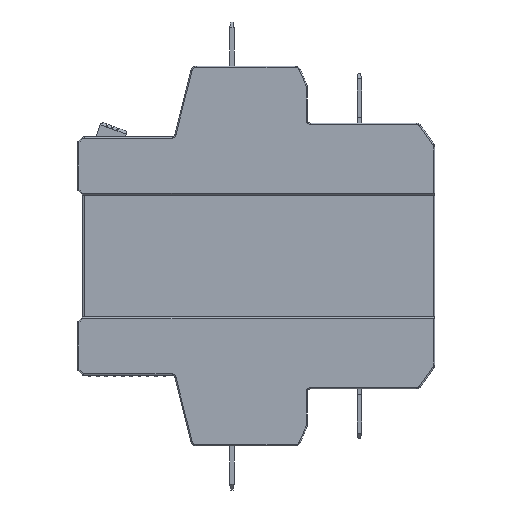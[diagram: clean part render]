
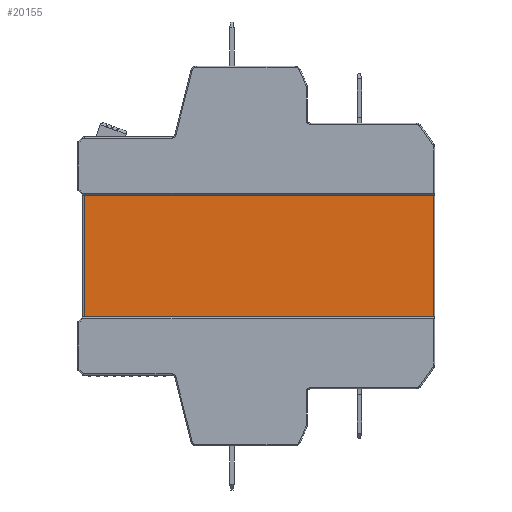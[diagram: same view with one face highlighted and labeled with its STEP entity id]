
A CAD part, left-side view. The second image highlights one B-rep face of the part: STEP entity #20155.
In plain terms, the highlighted planar face has unit normal (-1, 0, 0).
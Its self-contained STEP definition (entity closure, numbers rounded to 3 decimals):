
#8520=CARTESIAN_POINT('',(0.3,63.3,-23.25));
#8522=DIRECTION('',(0.,0.,-1.));
#8523=VECTOR('',#8522,22.);
#8524=CARTESIAN_POINT('',(0.3,63.3,-23.25));
#8525=LINE('',#8524,#8523);
#8567=DIRECTION('',(0.,-1.,0.));
#8568=VECTOR('',#8567,63.1);
#8569=CARTESIAN_POINT('',(0.3,63.3,-23.25));
#8570=LINE('',#8569,#8568);
#8584=DIRECTION('',(0.,0.,1.));
#8585=VECTOR('',#8584,22.);
#8586=CARTESIAN_POINT('',(0.3,0.2,-45.25));
#8587=LINE('',#8586,#8585);
#11001=DIRECTION('',(0.,1.,0.));
#11002=VECTOR('',#11001,63.1);
#11003=CARTESIAN_POINT('',(0.3,0.2,-45.25));
#11004=LINE('',#11003,#11002);
#16537=VERTEX_POINT('',#8520);
#16538=CARTESIAN_POINT('',(0.3,63.3,-45.25));
#16539=VERTEX_POINT('',#16538);
#16547=CARTESIAN_POINT('',(0.3,0.2,-23.25));
#16548=VERTEX_POINT('',#16547);
#16553=CARTESIAN_POINT('',(0.3,0.2,-45.25));
#16554=VERTEX_POINT('',#16553);
#20142=CARTESIAN_POINT('',(0.3,31.75,-34.25));
#20143=DIRECTION('',(1.,0.,0.));
#20144=DIRECTION('',(0.,0.,-1.));
#20145=AXIS2_PLACEMENT_3D('',#20142,#20143,#20144);
#20146=PLANE('',#20145);
#20148=ORIENTED_EDGE('',*,*,#20147,.F.);
#20150=ORIENTED_EDGE('',*,*,#20149,.T.);
#20151=ORIENTED_EDGE('',*,*,#20082,.F.);
#20152=ORIENTED_EDGE('',*,*,#20129,.T.);
#20153=EDGE_LOOP('',(#20148,#20150,#20151,#20152));
#20154=FACE_OUTER_BOUND('',#20153,.F.);
#20082=EDGE_CURVE('',#16537,#16539,#8525,.T.);
#20129=EDGE_CURVE('',#16537,#16548,#8570,.T.);
#20147=EDGE_CURVE('',#16554,#16548,#8587,.T.);
#20149=EDGE_CURVE('',#16554,#16539,#11004,.T.);
#20155=ADVANCED_FACE('',(#20154),#20146,.F.);
